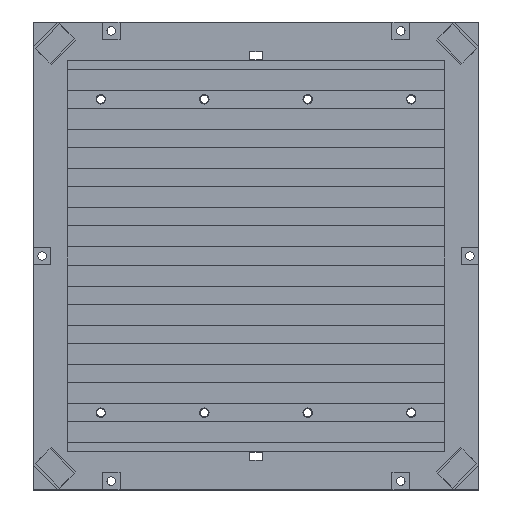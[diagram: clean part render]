
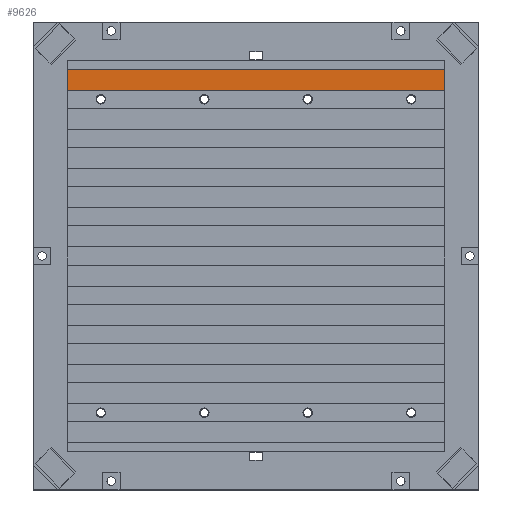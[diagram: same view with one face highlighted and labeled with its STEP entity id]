
A CAD part, top view. The second image highlights one B-rep face of the part: STEP entity #9626.
In plain terms, the highlighted planar face has unit normal (0, 0, 1).
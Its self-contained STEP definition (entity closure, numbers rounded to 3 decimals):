
#2404 = PLANE('',#2405);
#2405 = AXIS2_PLACEMENT_3D('',#2406,#2407,#2408);
#2406 = CARTESIAN_POINT('',(-91.3,-94.7,0.));
#2407 = DIRECTION('',(-1.,0.,0.));
#2408 = DIRECTION('',(0.,1.,0.));
#2458 = PLANE('',#2459);
#2459 = AXIS2_PLACEMENT_3D('',#2460,#2461,#2462);
#2460 = CARTESIAN_POINT('',(91.3,-94.7,0.));
#2461 = DIRECTION('',(-1.,0.,0.));
#2462 = DIRECTION('',(0.,1.,0.));
#6745 = VERTEX_POINT('',#6746);
#6746 = CARTESIAN_POINT('',(-91.3,80.13,3.3));
#6760 = PLANE('',#6761);
#6761 = AXIS2_PLACEMENT_3D('',#6762,#6763,#6764);
#6762 = CARTESIAN_POINT('',(-91.3,80.13,3.8));
#6763 = DIRECTION('',(0.,-1.,0.));
#6764 = DIRECTION('',(1.,0.,0.));
#6772 = EDGE_CURVE('',#6745,#6773,#6775,.T.);
#6773 = VERTEX_POINT('',#6774);
#6774 = CARTESIAN_POINT('',(-91.3,90.33,3.3));
#6775 = SURFACE_CURVE('',#6776,(#6780,#6787),.PCURVE_S1.);
#6776 = LINE('',#6777,#6778);
#6777 = CARTESIAN_POINT('',(-91.3,85.23,3.3));
#6778 = VECTOR('',#6779,1.);
#6779 = DIRECTION('',(0.,1.,0.));
#6780 = PCURVE('',#2404,#6781);
#6781 = DEFINITIONAL_REPRESENTATION('',(#6782),#6786);
#6782 = LINE('',#6783,#6784);
#6783 = CARTESIAN_POINT('',(179.93,-3.3));
#6784 = VECTOR('',#6785,1.);
#6785 = DIRECTION('',(1.,0.));
#6786 = ( GEOMETRIC_REPRESENTATION_CONTEXT(2) 
PARAMETRIC_REPRESENTATION_CONTEXT() REPRESENTATION_CONTEXT('2D SPACE',''
  ) );
#6787 = PCURVE('',#6788,#6793);
#6788 = PLANE('',#6789);
#6789 = AXIS2_PLACEMENT_3D('',#6790,#6791,#6792);
#6790 = CARTESIAN_POINT('',(0.,85.23,3.3));
#6791 = DIRECTION('',(0.,0.,1.));
#6792 = DIRECTION('',(1.,0.,0.));
#6793 = DEFINITIONAL_REPRESENTATION('',(#6794),#6798);
#6794 = LINE('',#6795,#6796);
#6795 = CARTESIAN_POINT('',(-91.3,0.));
#6796 = VECTOR('',#6797,1.);
#6797 = DIRECTION('',(0.,1.));
#6798 = ( GEOMETRIC_REPRESENTATION_CONTEXT(2) 
PARAMETRIC_REPRESENTATION_CONTEXT() REPRESENTATION_CONTEXT('2D SPACE',''
  ) );
#6816 = PLANE('',#6817);
#6817 = AXIS2_PLACEMENT_3D('',#6818,#6819,#6820);
#6818 = CARTESIAN_POINT('',(-91.3,90.33,3.8));
#6819 = DIRECTION('',(0.,-1.,0.));
#6820 = DIRECTION('',(1.,0.,0.));
#7734 = VERTEX_POINT('',#7735);
#7735 = CARTESIAN_POINT('',(91.3,80.13,3.3));
#7756 = EDGE_CURVE('',#7734,#7757,#7759,.T.);
#7757 = VERTEX_POINT('',#7758);
#7758 = CARTESIAN_POINT('',(91.3,90.33,3.3));
#7759 = SURFACE_CURVE('',#7760,(#7764,#7771),.PCURVE_S1.);
#7760 = LINE('',#7761,#7762);
#7761 = CARTESIAN_POINT('',(91.3,85.23,3.3));
#7762 = VECTOR('',#7763,1.);
#7763 = DIRECTION('',(0.,1.,0.));
#7764 = PCURVE('',#2458,#7765);
#7765 = DEFINITIONAL_REPRESENTATION('',(#7766),#7770);
#7766 = LINE('',#7767,#7768);
#7767 = CARTESIAN_POINT('',(179.93,-3.3));
#7768 = VECTOR('',#7769,1.);
#7769 = DIRECTION('',(1.,0.));
#7770 = ( GEOMETRIC_REPRESENTATION_CONTEXT(2) 
PARAMETRIC_REPRESENTATION_CONTEXT() REPRESENTATION_CONTEXT('2D SPACE',''
  ) );
#7771 = PCURVE('',#6788,#7772);
#7772 = DEFINITIONAL_REPRESENTATION('',(#7773),#7777);
#7773 = LINE('',#7774,#7775);
#7774 = CARTESIAN_POINT('',(91.3,0.));
#7775 = VECTOR('',#7776,1.);
#7776 = DIRECTION('',(0.,1.));
#7777 = ( GEOMETRIC_REPRESENTATION_CONTEXT(2) 
PARAMETRIC_REPRESENTATION_CONTEXT() REPRESENTATION_CONTEXT('2D SPACE',''
  ) );
#9604 = EDGE_CURVE('',#6773,#7757,#9605,.T.);
#9605 = SURFACE_CURVE('',#9606,(#9610,#9617),.PCURVE_S1.);
#9606 = LINE('',#9607,#9608);
#9607 = CARTESIAN_POINT('',(0.,90.33,3.3));
#9608 = VECTOR('',#9609,1.);
#9609 = DIRECTION('',(1.,0.,0.));
#9610 = PCURVE('',#6816,#9611);
#9611 = DEFINITIONAL_REPRESENTATION('',(#9612),#9616);
#9612 = LINE('',#9613,#9614);
#9613 = CARTESIAN_POINT('',(91.3,-0.5));
#9614 = VECTOR('',#9615,1.);
#9615 = DIRECTION('',(1.,0.));
#9616 = ( GEOMETRIC_REPRESENTATION_CONTEXT(2) 
PARAMETRIC_REPRESENTATION_CONTEXT() REPRESENTATION_CONTEXT('2D SPACE',''
  ) );
#9617 = PCURVE('',#6788,#9618);
#9618 = DEFINITIONAL_REPRESENTATION('',(#9619),#9623);
#9619 = LINE('',#9620,#9621);
#9620 = CARTESIAN_POINT('',(0.,5.1));
#9621 = VECTOR('',#9622,1.);
#9622 = DIRECTION('',(1.,0.));
#9623 = ( GEOMETRIC_REPRESENTATION_CONTEXT(2) 
PARAMETRIC_REPRESENTATION_CONTEXT() REPRESENTATION_CONTEXT('2D SPACE',''
  ) );
#9626 = ADVANCED_FACE('',(#9627),#6788,.T.);
#9627 = FACE_BOUND('',#9628,.T.);
#9628 = EDGE_LOOP('',(#9629,#9630,#9651,#9652));
#9629 = ORIENTED_EDGE('',*,*,#6772,.F.);
#9630 = ORIENTED_EDGE('',*,*,#9631,.T.);
#9631 = EDGE_CURVE('',#6745,#7734,#9632,.T.);
#9632 = SURFACE_CURVE('',#9633,(#9637,#9644),.PCURVE_S1.);
#9633 = LINE('',#9634,#9635);
#9634 = CARTESIAN_POINT('',(0.,80.13,3.3));
#9635 = VECTOR('',#9636,1.);
#9636 = DIRECTION('',(1.,0.,0.));
#9637 = PCURVE('',#6788,#9638);
#9638 = DEFINITIONAL_REPRESENTATION('',(#9639),#9643);
#9639 = LINE('',#9640,#9641);
#9640 = CARTESIAN_POINT('',(0.,-5.1));
#9641 = VECTOR('',#9642,1.);
#9642 = DIRECTION('',(1.,0.));
#9643 = ( GEOMETRIC_REPRESENTATION_CONTEXT(2) 
PARAMETRIC_REPRESENTATION_CONTEXT() REPRESENTATION_CONTEXT('2D SPACE',''
  ) );
#9644 = PCURVE('',#6760,#9645);
#9645 = DEFINITIONAL_REPRESENTATION('',(#9646),#9650);
#9646 = LINE('',#9647,#9648);
#9647 = CARTESIAN_POINT('',(91.3,-0.5));
#9648 = VECTOR('',#9649,1.);
#9649 = DIRECTION('',(1.,0.));
#9650 = ( GEOMETRIC_REPRESENTATION_CONTEXT(2) 
PARAMETRIC_REPRESENTATION_CONTEXT() REPRESENTATION_CONTEXT('2D SPACE',''
  ) );
#9651 = ORIENTED_EDGE('',*,*,#7756,.T.);
#9652 = ORIENTED_EDGE('',*,*,#9604,.F.);
